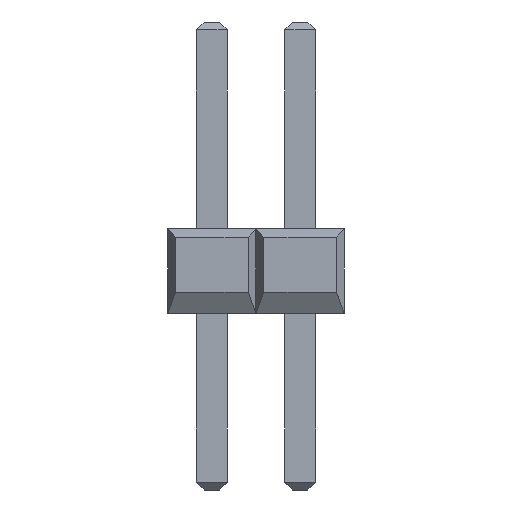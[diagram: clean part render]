
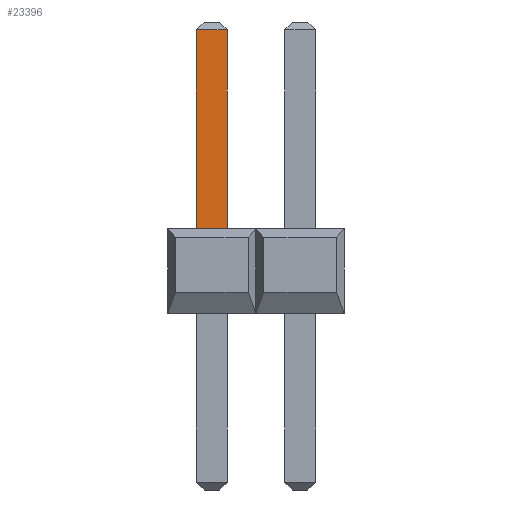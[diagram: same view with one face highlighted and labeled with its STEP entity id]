
A CAD part, left-side view. The second image highlights one B-rep face of the part: STEP entity #23396.
In plain terms, the highlighted planar face has unit normal (-1, 0, 0).
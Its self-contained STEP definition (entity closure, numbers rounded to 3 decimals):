
#23162=CARTESIAN_POINT('',(-0.444,0.444,8.16));
#23161=VERTEX_POINT('',#23162);
#23211=CARTESIAN_POINT('',(-0.444,-0.444,8.16));
#23210=VERTEX_POINT('',#23211);
#23209=EDGE_CURVE('',#23210,#23161,#23214,.T.);
#23214=LINE('',#23211,#23216);
#23216=VECTOR('',#23217,0.889);
#23217=DIRECTION('',(0.0,1.0,0.0));
#23358=CARTESIAN_POINT('',(-0.444,0.444,2.438));
#23357=VERTEX_POINT('',#23358);
#23366=EDGE_CURVE('',#23161,#23357,#23371,.T.);
#23371=LINE('',#23162,#23373);
#23373=VECTOR('',#23374,5.721);
#23374=DIRECTION('',(0.0,0.0,-1.0));
#23396=ADVANCED_FACE('',(#23402),#23397,.T.);
#23397=PLANE('',#23398);
#23398=AXIS2_PLACEMENT_3D('',#23399,#23400,#23401);
#23399=CARTESIAN_POINT('',(-0.444,0.444,2.438));
#23400=DIRECTION('',(-1.0,0.0,0.0));
#23401=DIRECTION('',(0.,0.,1.));
#23402=FACE_OUTER_BOUND('',#23403,.T.);
#23403=EDGE_LOOP('',(#23404,#23414,#23424,#23434));
#23407=CARTESIAN_POINT('',(-0.444,-0.444,2.438));
#23406=VERTEX_POINT('',#23407);
#23405=EDGE_CURVE('',#23406,#23357,#23410,.T.);
#23410=LINE('',#23407,#23412);
#23412=VECTOR('',#23413,0.889);
#23413=DIRECTION('',(0.0,1.0,0.0));
#23404=ORIENTED_EDGE('',*,*,#23405,.F.);
#23415=EDGE_CURVE('',#23210,#23406,#23420,.T.);
#23420=LINE('',#23211,#23422);
#23422=VECTOR('',#23423,5.721);
#23423=DIRECTION('',(0.0,0.0,-1.0));
#23414=ORIENTED_EDGE('',*,*,#23415,.F.);
#23424=ORIENTED_EDGE('',*,*,#23209,.T.);
#23434=ORIENTED_EDGE('',*,*,#23366,.T.);
